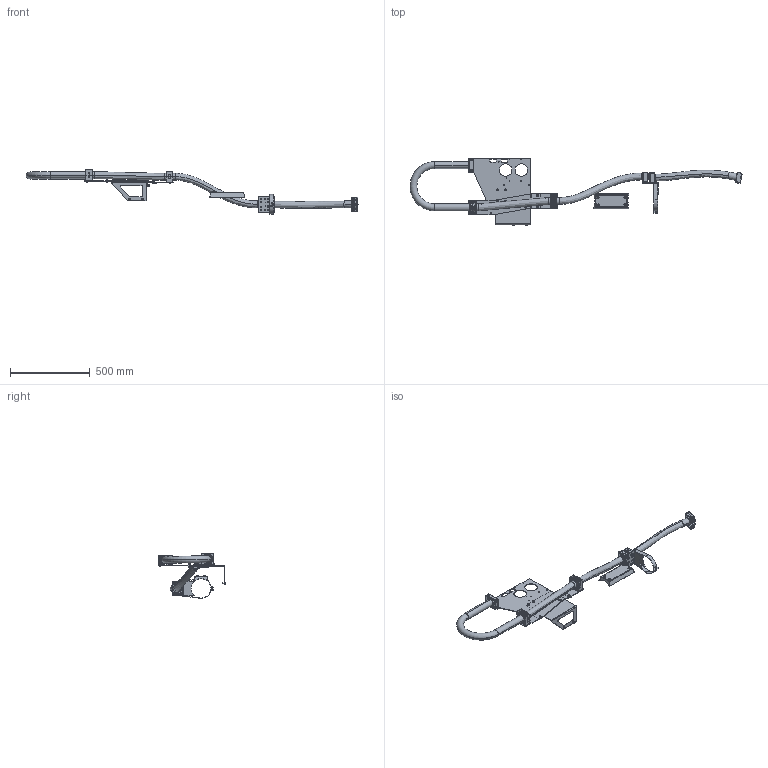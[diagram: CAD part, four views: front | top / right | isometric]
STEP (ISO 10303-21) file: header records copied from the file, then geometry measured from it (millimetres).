
FILE_DESCRIPTION (( 'STEP AP214' ), '1' );
FILE_NAME ('P2428-2.STEP', '2025-05-12T10:37:46', ( '' ), ( '' ), 'SwSTEP 2.0', 'SolidWorks 2024', '' );
FILE_SCHEMA (( 'AUTOMOTIVE_DESIGN' ));
Length unit declared in the file: millimetre
Products named in the file (1): P2428-2
Bounding box: 2086.33 x 426 x 282 mm (x, y, z)
Volume: 2315160.4 mm3; surface area: 1510322.4 mm2
Topology: 63 solids, 63 shells, 3631 faces, 9151 edges, 5648 vertices
Faces by surface type: cylinder 1325, plane 1289, bspline 567, cone 182, torus 180, sphere 88
Entity records: 139945 total; most frequent: CARTESIAN_POINT 54552, ORIENTED_EDGE 18046, DIRECTION 17400, EDGE_CURVE 9023, AXIS2_PLACEMENT_3D 6577, VERTEX_POINT 5648, LINE 4246, VECTOR 4246
